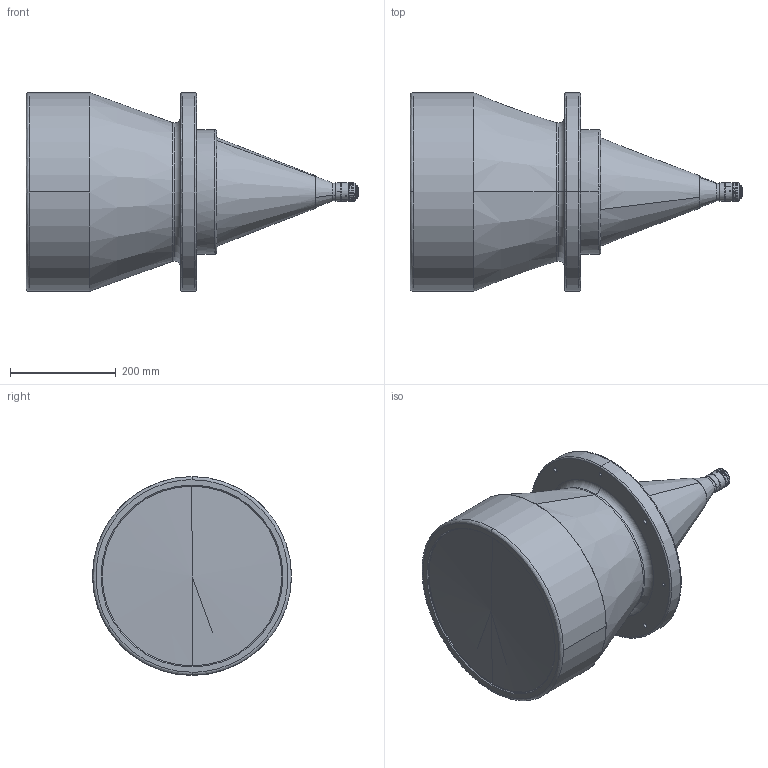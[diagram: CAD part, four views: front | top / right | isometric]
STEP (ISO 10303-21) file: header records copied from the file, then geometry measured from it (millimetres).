
FILE_DESCRIPTION (( 'STEP AP203' ), '1' );
FILE_NAME ('DTCM120-300-AL.STEP', '2018-01-08T08:31:53', ( 'frank' ), ( '' ), 'SwSTEP 2.0', 'SolidWorks 2012', '' );
FILE_SCHEMA (( 'CONFIG_CONTROL_DESIGN' ));
Length unit declared in the file: millimetre
Products named in the file (1): DTCM120-300-AL
Bounding box: 627.9 x 376 x 376 mm (x, y, z)
Volume: 34548442.8 mm3; surface area: 725467.8 mm2
Topology: 1 solids, 5 shells, 187 faces, 469 edges, 300 vertices
Faces by surface type: cylinder 102, cone 46, plane 23, bspline 12, torus 4
Entity records: 6492 total; most frequent: CARTESIAN_POINT 2061, ORIENTED_EDGE 926, DIRECTION 893, EDGE_CURVE 463, AXIS2_PLACEMENT_3D 374, VERTEX_POINT 300, EDGE_LOOP 219, CIRCLE 198
